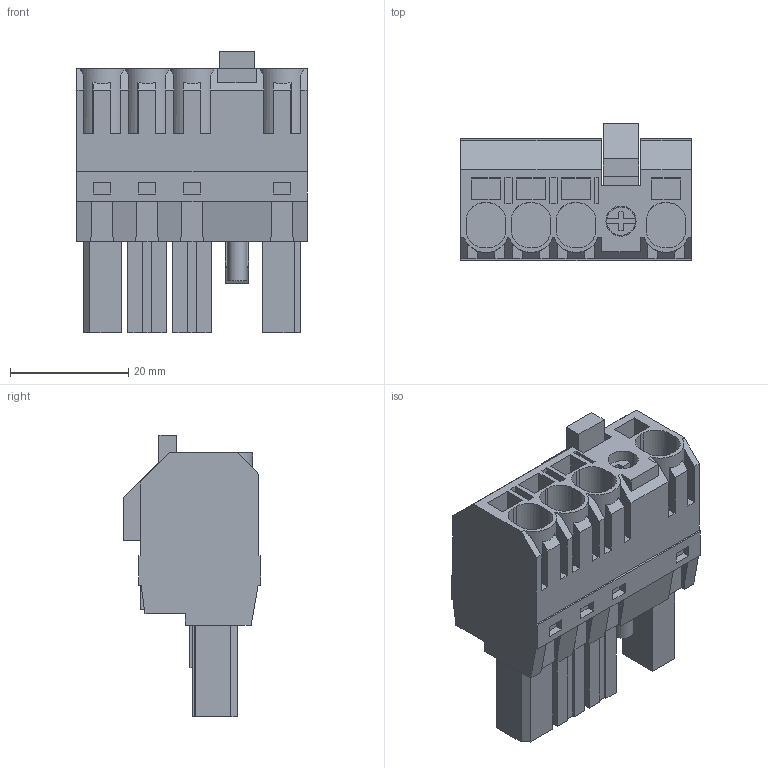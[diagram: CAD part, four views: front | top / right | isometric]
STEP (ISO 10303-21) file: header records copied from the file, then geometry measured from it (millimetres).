
FILE_DESCRIPTION(('CATIA V5 STEP Exchange','CAx-IF Rec.Pracs.--- Model Styling and Organization---1.4--- 2014-01-23'),'2;1');
FILE_NAME ('D1451979_1_1430110000_1430110000.stp','2023-09-07T12:51:21+00:00',('none'),('Weidmueller'),'CATIA Version 5-6 Release 2016 SP3 HF44','CATIA V5 STEP AP214','none');
FILE_SCHEMA(('AUTOMOTIVE_DESIGN { 1 0 10303 214 1 1 1 1 }'));
Length unit declared in the file: millimetre
Products named in the file (1): 1430110000
Bounding box: 39 x 23.2 x 47.7 mm (x, y, z)
Volume: 21379.1 mm3; surface area: 11021.7 mm2
Topology: 3 solids, 3 shells, 430 faces, 1224 edges, 829 vertices
Faces by surface type: plane 400, cylinder 30
Entity records: 13355 total; most frequent: CARTESIAN_POINT 2603, ORIENTED_EDGE 2448, DIRECTION 1810, EDGE_CURVE 1224, VECTOR 1144, LINE 1144, VERTEX_POINT 829, EDGE_LOOP 461
